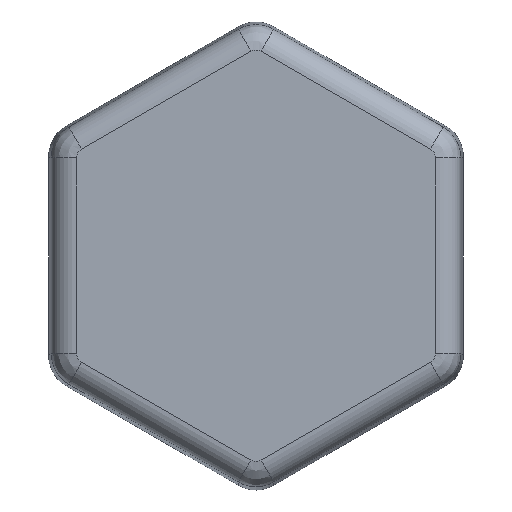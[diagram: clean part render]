
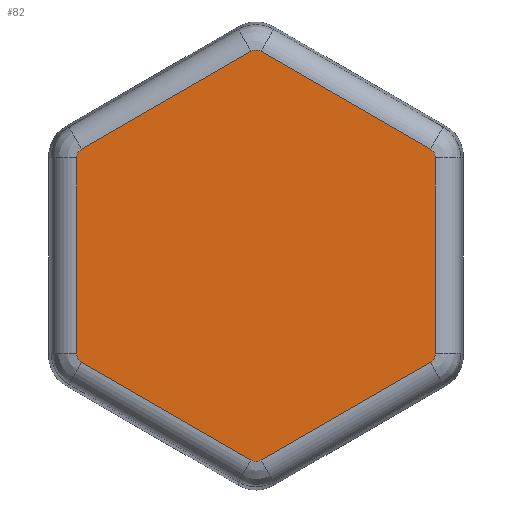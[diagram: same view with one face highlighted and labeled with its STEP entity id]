
A CAD part, top view. The second image highlights one B-rep face of the part: STEP entity #82.
In plain terms, the highlighted planar face has unit normal (0, 0, 1).
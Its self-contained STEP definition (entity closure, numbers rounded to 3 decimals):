
#82 = ADVANCED_FACE( '', ( #130 ), #131, .F. );
#130 = FACE_OUTER_BOUND( '', #269, .T. );
#131 = PLANE( '', #270 );
#269 = EDGE_LOOP( '', ( #699, #700, #701, #702, #703, #704, #705, #706, #707, #708, #709, #710 ) );
#270 = AXIS2_PLACEMENT_3D( '', #711, #712, #713 );
#699 = ORIENTED_EDGE( '', *, *, #966, .T. );
#700 = ORIENTED_EDGE( '', *, *, #959, .T. );
#701 = ORIENTED_EDGE( '', *, *, #964, .T. );
#702 = ORIENTED_EDGE( '', *, *, #967, .T. );
#703 = ORIENTED_EDGE( '', *, *, #968, .T. );
#704 = ORIENTED_EDGE( '', *, *, #969, .T. );
#705 = ORIENTED_EDGE( '', *, *, #970, .T. );
#706 = ORIENTED_EDGE( '', *, *, #971, .T. );
#707 = ORIENTED_EDGE( '', *, *, #972, .T. );
#708 = ORIENTED_EDGE( '', *, *, #973, .T. );
#709 = ORIENTED_EDGE( '', *, *, #974, .T. );
#710 = ORIENTED_EDGE( '', *, *, #975, .T. );
#711 = CARTESIAN_POINT( '', ( 20.5, -11.836, 17.5 ) );
#712 = DIRECTION( '', ( 0., 0., -1. ) );
#713 = DIRECTION( '', ( -0.5, -0.866, 0. ) );
#959 = EDGE_CURVE( '', #1081, #1086, #1088, .F. );
#964 = EDGE_CURVE( '', #1086, #1095, #1097, .F. );
#966 = EDGE_CURVE( '', #1099, #1081, #1100, .F. );
#967 = EDGE_CURVE( '', #1095, #1101, #1102, .F. );
#968 = EDGE_CURVE( '', #1101, #1103, #1104, .F. );
#969 = EDGE_CURVE( '', #1103, #1105, #1106, .F. );
#970 = EDGE_CURVE( '', #1105, #1107, #1108, .F. );
#971 = EDGE_CURVE( '', #1107, #1109, #1110, .F. );
#972 = EDGE_CURVE( '', #1109, #1111, #1112, .F. );
#973 = EDGE_CURVE( '', #1111, #1113, #1114, .F. );
#974 = EDGE_CURVE( '', #1113, #1115, #1116, .F. );
#975 = EDGE_CURVE( '', #1115, #1099, #1117, .F. );
#1081 = VERTEX_POINT( '', #1256 );
#1086 = VERTEX_POINT( '', #1261 );
#1088 = ELLIPSE( '', #1263, 1., 1. );
#1095 = VERTEX_POINT( '', #1273 );
#1097 = LINE( '', #1275, #1276 );
#1099 = VERTEX_POINT( '', #1279 );
#1100 = LINE( '', #1280, #1281 );
#1101 = VERTEX_POINT( '', #1282 );
#1102 = ELLIPSE( '', #1283, 1., 1. );
#1103 = VERTEX_POINT( '', #1284 );
#1104 = LINE( '', #1285, #1286 );
#1105 = VERTEX_POINT( '', #1287 );
#1106 = ELLIPSE( '', #1288, 1., 1. );
#1107 = VERTEX_POINT( '', #1289 );
#1108 = LINE( '', #1290, #1291 );
#1109 = VERTEX_POINT( '', #1292 );
#1110 = ELLIPSE( '', #1293, 1., 1. );
#1111 = VERTEX_POINT( '', #1294 );
#1112 = LINE( '', #1295, #1296 );
#1113 = VERTEX_POINT( '', #1297 );
#1114 = ELLIPSE( '', #1298, 1., 1. );
#1115 = VERTEX_POINT( '', #1299 );
#1116 = LINE( '', #1300, #1301 );
#1117 = ELLIPSE( '', #1302, 1., 1. );
#1256 = CARTESIAN_POINT( '', ( -17.738, -9.664, 17.5 ) );
#1261 = CARTESIAN_POINT( '', ( -17.238, -10.53, 17.5 ) );
#1263 = AXIS2_PLACEMENT_3D( '', #1453, #1454, #1455 );
#1273 = CARTESIAN_POINT( '', ( -0.5, -20.193, 17.5 ) );
#1275 = CARTESIAN_POINT( '', ( 11.631, -27.197, 17.5 ) );
#1276 = VECTOR( '', #1462, 1000. );
#1279 = CARTESIAN_POINT( '', ( -17.738, 9.664, 17.5 ) );
#1280 = CARTESIAN_POINT( '', ( -17.738, -11.836, 17.5 ) );
#1281 = VECTOR( '', #1464, 1000. );
#1282 = CARTESIAN_POINT( '', ( 0.5, -20.193, 17.5 ) );
#1283 = AXIS2_PLACEMENT_3D( '', #1465, #1466, #1467 );
#1284 = CARTESIAN_POINT( '', ( 17.238, -10.53, 17.5 ) );
#1285 = CARTESIAN_POINT( '', ( 19.119, -9.444, 17.5 ) );
#1286 = VECTOR( '', #1468, 1000. );
#1287 = CARTESIAN_POINT( '', ( 17.738, -9.664, 17.5 ) );
#1288 = AXIS2_PLACEMENT_3D( '', #1469, #1470, #1471 );
#1289 = CARTESIAN_POINT( '', ( 17.738, 9.664, 17.5 ) );
#1290 = CARTESIAN_POINT( '', ( 17.738, -11.836, 17.5 ) );
#1291 = VECTOR( '', #1472, 1000. );
#1292 = CARTESIAN_POINT( '', ( 17.238, 10.53, 17.5 ) );
#1293 = AXIS2_PLACEMENT_3D( '', #1473, #1474, #1475 );
#1294 = CARTESIAN_POINT( '', ( 0.5, 20.193, 17.5 ) );
#1295 = CARTESIAN_POINT( '', ( 29.369, 3.526, 17.5 ) );
#1296 = VECTOR( '', #1476, 1000. );
#1297 = CARTESIAN_POINT( '', ( -0.5, 20.193, 17.5 ) );
#1298 = AXIS2_PLACEMENT_3D( '', #1477, #1478, #1479 );
#1299 = CARTESIAN_POINT( '', ( -17.238, 10.53, 17.5 ) );
#1300 = CARTESIAN_POINT( '', ( 1.381, 21.279, 17.5 ) );
#1301 = VECTOR( '', #1480, 1000. );
#1302 = AXIS2_PLACEMENT_3D( '', #1481, #1482, #1483 );
#1453 = CARTESIAN_POINT( '', ( -16.738, -9.663, 17.5 ) );
#1454 = DIRECTION( '', ( 0., 0., -1. ) );
#1455 = DIRECTION( '', ( -0.866, -0.5, 0. ) );
#1462 = DIRECTION( '', ( -0.866, 0.5, 0. ) );
#1464 = DIRECTION( '', ( 0., 1., 0. ) );
#1465 = CARTESIAN_POINT( '', ( 0., -19.327, 17.5 ) );
#1466 = DIRECTION( '', ( 0., 0., -1. ) );
#1467 = DIRECTION( '', ( 0., -1., 0. ) );
#1468 = DIRECTION( '', ( -0.866, -0.5, 0. ) );
#1469 = CARTESIAN_POINT( '', ( 16.738, -9.663, 17.5 ) );
#1470 = DIRECTION( '', ( 0., 0., -1. ) );
#1471 = DIRECTION( '', ( 0.866, -0.5, 0. ) );
#1472 = DIRECTION( '', ( 0., -1., 0. ) );
#1473 = CARTESIAN_POINT( '', ( 16.738, 9.663, 17.5 ) );
#1474 = DIRECTION( '', ( 0., 0., -1. ) );
#1475 = DIRECTION( '', ( 0.866, 0.5, 0. ) );
#1476 = DIRECTION( '', ( 0.866, -0.5, 0. ) );
#1477 = CARTESIAN_POINT( '', ( 0., 19.327, 17.5 ) );
#1478 = DIRECTION( '', ( 0., 0., -1. ) );
#1479 = DIRECTION( '', ( 0., 1., 0. ) );
#1480 = DIRECTION( '', ( 0.866, 0.5, 0. ) );
#1481 = CARTESIAN_POINT( '', ( -16.738, 9.663, 17.5 ) );
#1482 = DIRECTION( '', ( 0., 0., -1. ) );
#1483 = DIRECTION( '', ( -0.866, 0.5, 0. ) );
